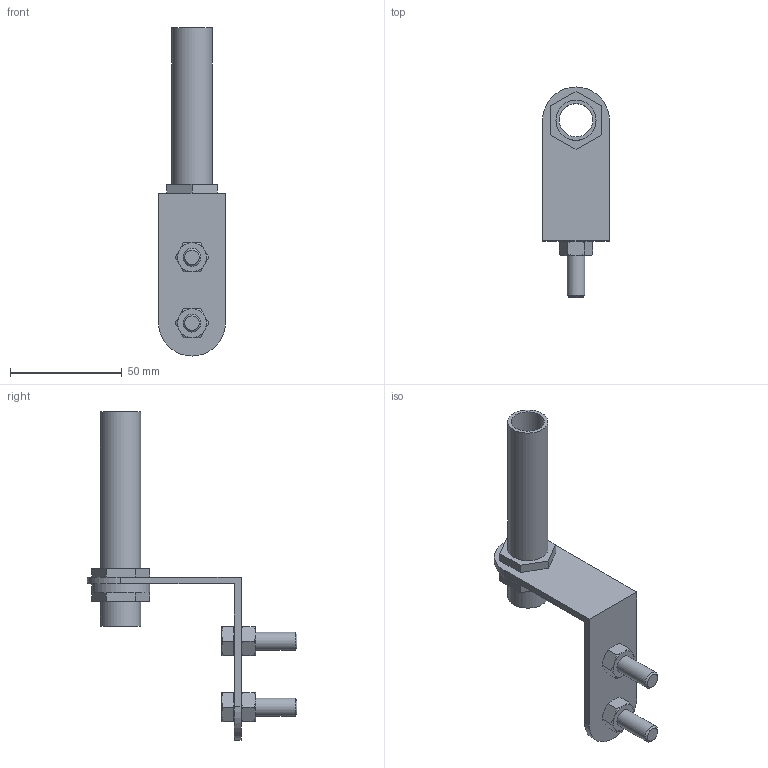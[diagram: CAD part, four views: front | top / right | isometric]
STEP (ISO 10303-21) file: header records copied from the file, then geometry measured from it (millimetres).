
FILE_DESCRIPTION((''),'2;1');
FILE_NAME('127227.stp','2019-10-01T13:19:27',('e.eickhoff'),(''),'Autodesk Inventor 2012','Autodesk Inventor 2012','');
FILE_SCHEMA(('AUTOMOTIVE_DESIGN { 1 0 10303 214 1 1 1 1 }'));
Length unit declared in the file: millimetre
Products named in the file (4): 127227; BS 3692 Präzisions-Sechskantschrauben (Gewinde bis Kopf) - Metrisch M8 x 28; BS 3692 - Metrisch M8
Assembly tree (5 placements, depth 2):
  127227
    127227
    BS 3692 Präzisions-Sechskantschrauben (Gewinde bis Kopf) - Metrisch M8 x 28  x2
    BS 3692 - Metrisch M8  x2
Bounding box: 30 x 94 x 147 mm (x, y, z)
Volume: 26638.3 mm3; surface area: 22198 mm2
Topology: 5 solids, 5 shells, 120 faces, 255 edges, 153 vertices
Faces by surface type: plane 64, cone 42, cylinder 14
Full cylindrical faces by diameter (mm): 6.647 x2, 8 x2, 9.5 x2, 11.7 x2, 15 x1, 18 x2, 26 x1
Entity records: 2111 total; most frequent: CARTESIAN_POINT 409, DIRECTION 338, ORIENTED_EDGE 304, EDGE_CURVE 152, AXIS2_PLACEMENT_3D 135, EDGE_LOOP 104, VERTEX_POINT 98, FACE_OUTER_BOUND 78
